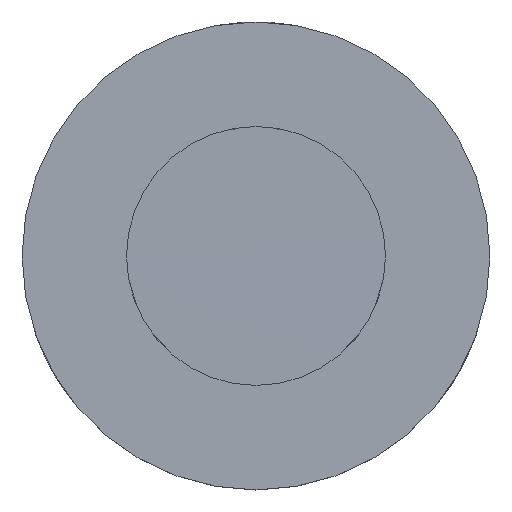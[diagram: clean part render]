
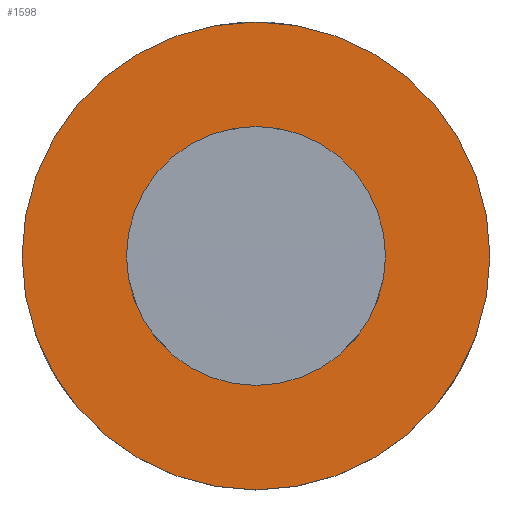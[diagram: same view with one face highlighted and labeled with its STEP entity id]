
A CAD part, top view. The second image highlights one B-rep face of the part: STEP entity #1598.
In plain terms, the highlighted planar face has unit normal (0, 0, 1).
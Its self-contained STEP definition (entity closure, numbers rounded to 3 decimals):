
#21=FACE_BOUND('',#240,.T.);
#36=PLANE('',#1718);
#56=CIRCLE('',#1719,15.);
#57=CIRCLE('',#1720,8.3);
#145=FACE_OUTER_BOUND('',#239,.T.);
#239=EDGE_LOOP('',(#1412));
#240=EDGE_LOOP('',(#1413));
#699=VERTEX_POINT('',#8957);
#700=VERTEX_POINT('',#8959);
#939=EDGE_CURVE('',#699,#699,#56,.T.);
#940=EDGE_CURVE('',#700,#700,#57,.F.);
#1412=ORIENTED_EDGE('',*,*,#939,.T.);
#1413=ORIENTED_EDGE('',*,*,#940,.T.);
#1598=ADVANCED_FACE('',(#145,#21),#36,.T.);
#1718=AXIS2_PLACEMENT_3D('',#8956,#2002,#2003);
#1719=AXIS2_PLACEMENT_3D('',#8958,#2004,#2005);
#1720=AXIS2_PLACEMENT_3D('',#8960,#2006,#2007);
#2002=DIRECTION('center_axis',(0.,0.,1.));
#2003=DIRECTION('ref_axis',(-1.,0.,0.));
#2004=DIRECTION('center_axis',(0.,0.,1.));
#2005=DIRECTION('ref_axis',(-1.,0.,0.));
#2006=DIRECTION('center_axis',(0.,0.,1.));
#2007=DIRECTION('ref_axis',(1.,0.,0.));
#8956=CARTESIAN_POINT('Origin',(0.,0.,16.));
#8957=CARTESIAN_POINT('',(15.,0.,16.));
#8958=CARTESIAN_POINT('Origin',(0.,0.,16.));
#8959=CARTESIAN_POINT('',(-8.3,0.,16.));
#8960=CARTESIAN_POINT('Origin',(0.,0.,16.));
